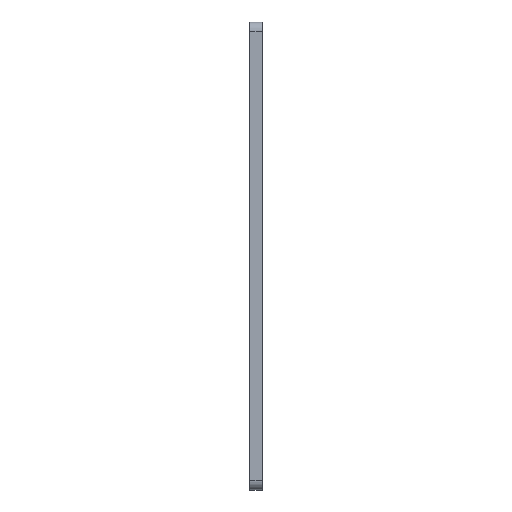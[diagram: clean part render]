
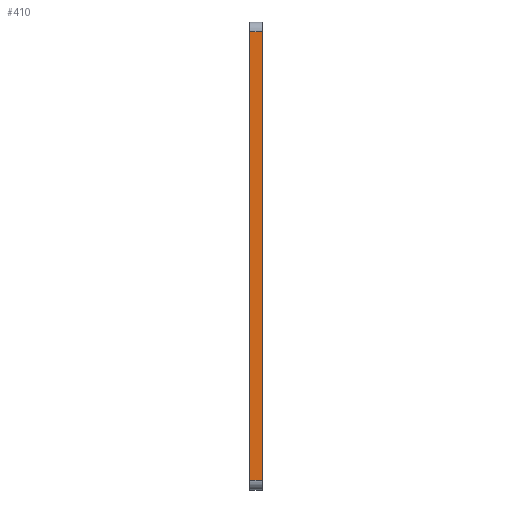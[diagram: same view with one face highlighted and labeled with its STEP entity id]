
A CAD part, left-side view. The second image highlights one B-rep face of the part: STEP entity #410.
In plain terms, the highlighted planar face has unit normal (-1, 0, 0).
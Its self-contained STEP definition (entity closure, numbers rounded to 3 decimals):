
#3 = EDGE_CURVE ( 'NONE', #507, #19, #250, .T. ) ;
#19 = VERTEX_POINT ( 'NONE', #627 ) ;
#22 = ORIENTED_EDGE ( 'NONE', *, *, #150, .T. ) ;
#24 = EDGE_CURVE ( 'NONE', #267, #19, #301, .T. ) ;
#27 = CARTESIAN_POINT ( 'NONE',  ( -23., 0., 120. ) ) ;
#32 = CARTESIAN_POINT ( 'NONE',  ( -23., 0., 120. ) ) ;
#62 = CARTESIAN_POINT ( 'NONE',  ( -23., 0., -20. ) ) ;
#66 = EDGE_LOOP ( 'NONE', ( #659, #71, #675, #22 ) ) ;
#71 = ORIENTED_EDGE ( 'NONE', *, *, #3, .T. ) ;
#118 = VECTOR ( 'NONE', #534, 1000. ) ;
#119 = VECTOR ( 'NONE', #263, 1000. ) ;
#148 = CARTESIAN_POINT ( 'NONE',  ( -23., 0., -23. ) ) ;
#150 = EDGE_CURVE ( 'NONE', #267, #697, #706, .T. ) ;
#151 = DIRECTION ( 'NONE',  ( 0., 0., 1. ) ) ;
#196 = VECTOR ( 'NONE', #343, 1000. ) ;
#250 = LINE ( 'NONE', #27, #196 ) ;
#262 = PLANE ( 'NONE',  #612 ) ;
#263 = DIRECTION ( 'NONE',  ( 0., -1., 0. ) ) ;
#267 = VERTEX_POINT ( 'NONE', #376 ) ;
#301 = LINE ( 'NONE', #642, #118 ) ;
#306 = CARTESIAN_POINT ( 'NONE',  ( -23., 0., -23. ) ) ;
#343 = DIRECTION ( 'NONE',  ( 0., 1., 0. ) ) ;
#359 = LINE ( 'NONE', #306, #547 ) ;
#376 = CARTESIAN_POINT ( 'NONE',  ( -23., 4., -20. ) ) ;
#410 = ADVANCED_FACE ( 'NONE', ( #513 ), #262, .T. ) ;
#412 = DIRECTION ( 'NONE',  ( -1., 0., 0. ) ) ;
#507 = VERTEX_POINT ( 'NONE', #32 ) ;
#513 = FACE_OUTER_BOUND ( 'NONE', #66, .T. ) ;
#534 = DIRECTION ( 'NONE',  ( 0., 0., 1. ) ) ;
#547 = VECTOR ( 'NONE', #151, 1000. ) ;
#595 = EDGE_CURVE ( 'NONE', #697, #507, #359, .T. ) ;
#612 = AXIS2_PLACEMENT_3D ( 'NONE', #148, #412, #631 ) ;
#627 = CARTESIAN_POINT ( 'NONE',  ( -23., 4., 120. ) ) ;
#631 = DIRECTION ( 'NONE',  ( 0., 0., 1. ) ) ;
#642 = CARTESIAN_POINT ( 'NONE',  ( -23., 4., -23. ) ) ;
#659 = ORIENTED_EDGE ( 'NONE', *, *, #595, .T. ) ;
#675 = ORIENTED_EDGE ( 'NONE', *, *, #24, .F. ) ;
#695 = CARTESIAN_POINT ( 'NONE',  ( -23., 0., -20. ) ) ;
#697 = VERTEX_POINT ( 'NONE', #62 ) ;
#706 = LINE ( 'NONE', #695, #119 ) ;
